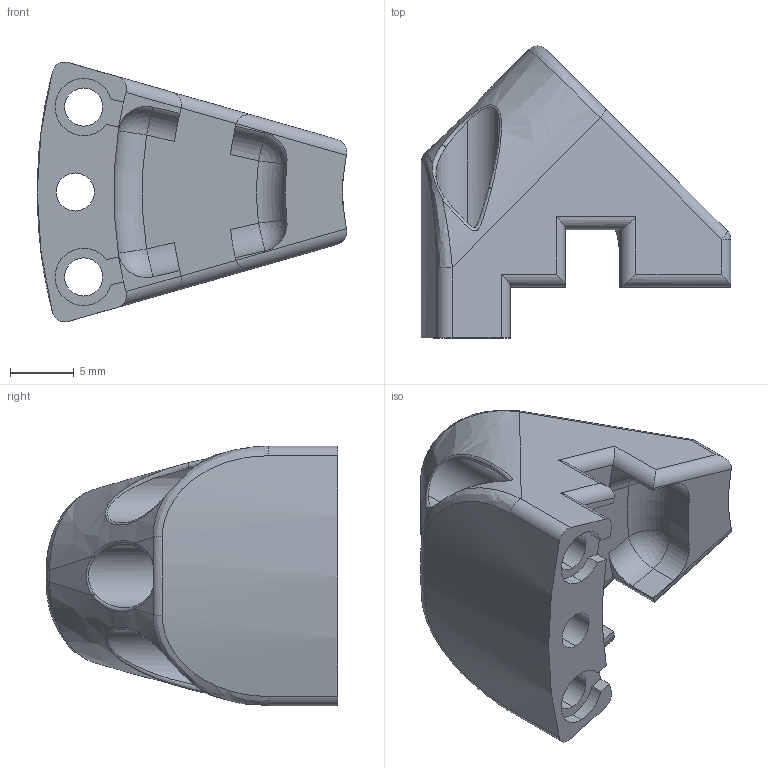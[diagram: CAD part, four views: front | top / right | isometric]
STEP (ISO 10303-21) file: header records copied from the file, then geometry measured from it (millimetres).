
FILE_DESCRIPTION (( 'STEP AP214' ), '1' );
FILE_NAME ('PartialBearingA.STEP', '2025-01-21T01:47:18', ( '' ), ( '' ), 'SwSTEP 2.0', 'SolidWorks 2025', '' );
FILE_SCHEMA (( 'AUTOMOTIVE_DESIGN' ));
Length unit declared in the file: millimetre
Products named in the file (1): PartialBearingA
Bounding box: 24.34 x 22.95 x 20.43 mm (x, y, z)
Volume: 3294.8 mm3; surface area: 2443.1 mm2
Topology: 1 solids, 1 shells, 109 faces, 290 edges, 180 vertices
Faces by surface type: cylinder 57, plane 22, bspline 18, sphere 6, cone 3, torus 3
Entity records: 5061 total; most frequent: CARTESIAN_POINT 2484, ORIENTED_EDGE 572, DIRECTION 507, EDGE_CURVE 286, AXIS2_PLACEMENT_3D 204, VERTEX_POINT 180, EDGE_LOOP 116, CIRCLE 112
